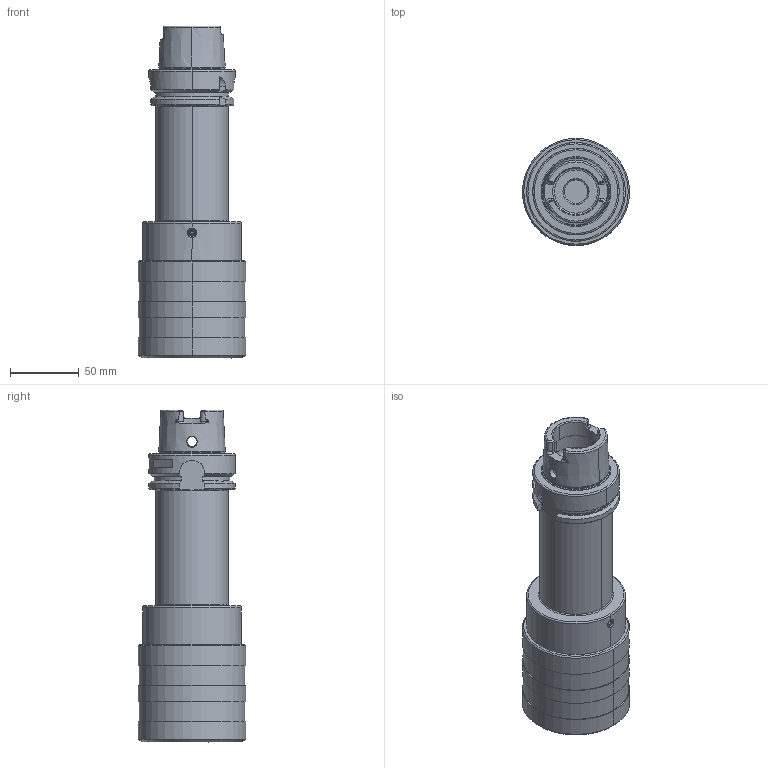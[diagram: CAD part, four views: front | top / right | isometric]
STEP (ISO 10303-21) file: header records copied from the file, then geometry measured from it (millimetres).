
FILE_DESCRIPTION((''),'2;1');
FILE_NAME('A63_16_36','2020-07-29T',('103090'),(''),'CREO PARAMETRIC BY PTC INC, 2016260','CREO PARAMETRIC BY PTC INC, 2016260','');
FILE_SCHEMA(('CONFIG_CONTROL_DESIGN'));
Length unit declared in the file: millimetre
Products named in the file (1): A63_16_36
Bounding box: 78.1 x 78.1 x 242 mm (x, y, z)
Volume: 605330.4 mm3; surface area: 82859.5 mm2
Topology: 1 solids, 1 shells, 244 faces, 614 edges, 378 vertices
Faces by surface type: plane 84, cylinder 67, cone 52, torus 35, sphere 6
Entity records: 8297 total; most frequent: CARTESIAN_POINT 2483, DIRECTION 1225, ORIENTED_EDGE 1212, EDGE_CURVE 606, AXIS2_PLACEMENT_3D 504, VERTEX_POINT 378, EDGE_LOOP 266, CIRCLE 257
